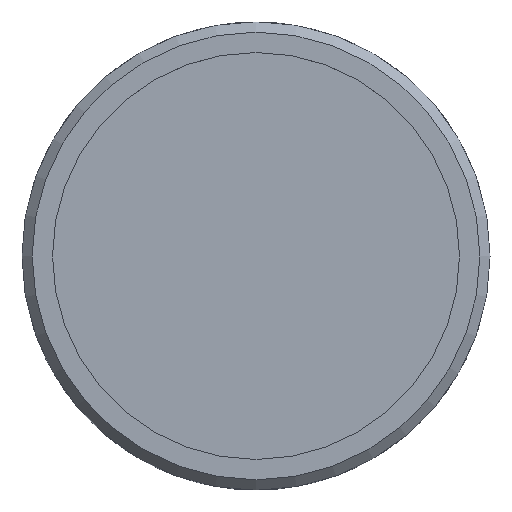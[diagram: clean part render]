
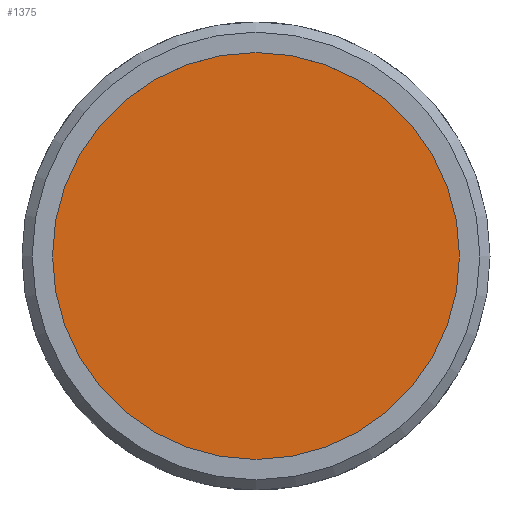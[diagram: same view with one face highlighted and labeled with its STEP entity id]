
A CAD part, top view. The second image highlights one B-rep face of the part: STEP entity #1375.
In plain terms, the highlighted planar face has unit normal (0, 0, 1).
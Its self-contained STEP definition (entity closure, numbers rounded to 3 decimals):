
#1347=CARTESIAN_POINT('',(70.,100.,25.8));
#1348=VERTEX_POINT('',#1347);
#1357=CARTESIAN_POINT('',(50.,100.,25.8));
#1358=DIRECTION('',(0.,0.,1.));
#1359=DIRECTION('',(1.,0.,-0.));
#1360=AXIS2_PLACEMENT_3D('',#1357,#1358,#1359);
#1361=CIRCLE('',#1360,20.);
#1362=EDGE_CURVE('',#1348,#1348,#1361,.T.);
#1367=CARTESIAN_POINT('',(0.,0.,25.8));
#1368=DIRECTION('',(0.,0.,1.));
#1369=DIRECTION('',(-1.,0.,0.));
#1370=AXIS2_PLACEMENT_3D('',#1367,#1368,#1369);
#1371=PLANE('',#1370);
#1372=ORIENTED_EDGE('',*,*,#1362,.T.);
#1373=EDGE_LOOP('',(#1372));
#1374=FACE_BOUND('',#1373,.T.);
#1375=ADVANCED_FACE('',(#1374),#1371,.T.);
